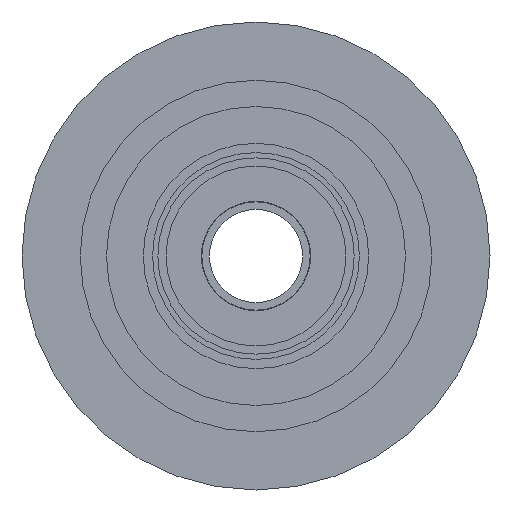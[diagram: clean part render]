
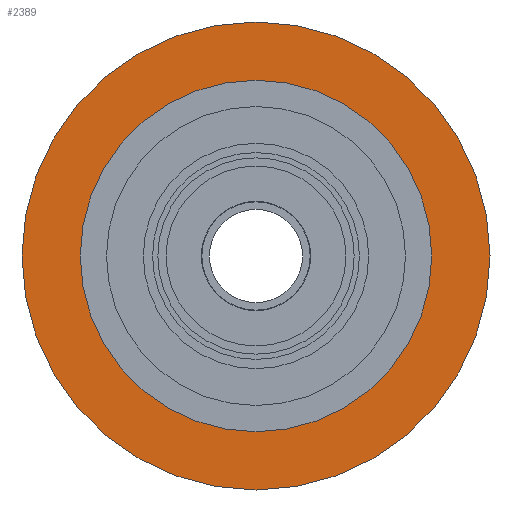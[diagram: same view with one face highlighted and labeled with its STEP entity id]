
A CAD part, front view. The second image highlights one B-rep face of the part: STEP entity #2389.
In plain terms, the highlighted planar face has unit normal (0, -1, 0).
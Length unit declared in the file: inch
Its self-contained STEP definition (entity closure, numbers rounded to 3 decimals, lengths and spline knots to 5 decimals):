
#94 = CARTESIAN_POINT ( 'NONE',  ( -1.08, -0.87271, 0. ) ) ;
#97 = PLANE ( 'NONE',  #1526 ) ;
#99 = DIRECTION ( 'NONE',  ( 0., -1., 0. ) ) ;
#100 = DIRECTION ( 'NONE',  ( 0., 0., -1. ) ) ;
#441 = CARTESIAN_POINT ( 'NONE',  ( 0., -0.87271, -1.08 ) ) ;
#442 = CARTESIAN_POINT ( 'NONE',  ( 0., -0.87271, 1.08 ) ) ;
#446 = CARTESIAN_POINT ( 'NONE',  ( 0., -0.87271, 0.811 ) ) ;
#458 = CARTESIAN_POINT ( 'NONE',  ( 0., -0.87271, -0.811 ) ) ;
#594 = AXIS2_PLACEMENT_3D ( 'NONE', #3103, #3102, #3101 ) ;
#630 = EDGE_CURVE ( 'NONE', #770, #760, #2724, .T. ) ;
#642 = EDGE_CURVE ( 'NONE', #781, #782, #2709, .T. ) ;
#645 = EDGE_CURVE ( 'NONE', #782, #781, #2704, .T. ) ;
#653 = EDGE_CURVE ( 'NONE', #760, #770, #2692, .T. ) ;
#760 = VERTEX_POINT ( 'NONE', #446 ) ;
#770 = VERTEX_POINT ( 'NONE', #458 ) ;
#781 = VERTEX_POINT ( 'NONE', #442 ) ;
#782 = VERTEX_POINT ( 'NONE', #441 ) ;
#807 = ORIENTED_EDGE ( 'NONE', *, *, #645, .F. ) ;
#827 = ORIENTED_EDGE ( 'NONE', *, *, #653, .T. ) ;
#864 = ORIENTED_EDGE ( 'NONE', *, *, #630, .T. ) ;
#894 = ORIENTED_EDGE ( 'NONE', *, *, #642, .F. ) ;
#903 = AXIS2_PLACEMENT_3D ( 'NONE', #3127, #3126, #3125 ) ;
#904 = AXIS2_PLACEMENT_3D ( 'NONE', #2900, #2899, #2893 ) ;
#910 = AXIS2_PLACEMENT_3D ( 'NONE', #2983, #2961, #2982 ) ;
#1429 = FACE_OUTER_BOUND ( 'NONE', #2760, .T. ) ;
#1439 = FACE_BOUND ( 'NONE', #2780, .T. ) ;
#1526 = AXIS2_PLACEMENT_3D ( 'NONE', #94, #99, #100 ) ;
#2389 = ADVANCED_FACE ( 'NONE', ( #1439, #1429 ), #97, .T. ) ;
#2692 = CIRCLE ( 'NONE', #594, 0.811 ) ;
#2704 = CIRCLE ( 'NONE', #903, 1.08 ) ;
#2709 = CIRCLE ( 'NONE', #904, 1.08 ) ;
#2724 = CIRCLE ( 'NONE', #910, 0.811 ) ;
#2760 = EDGE_LOOP ( 'NONE', ( #894, #807 ) ) ;
#2780 = EDGE_LOOP ( 'NONE', ( #827, #864 ) ) ;
#2893 = DIRECTION ( 'NONE',  ( 0., 0., 1. ) ) ;
#2899 = DIRECTION ( 'NONE',  ( 0., 1., 0. ) ) ;
#2900 = CARTESIAN_POINT ( 'NONE',  ( 0., -0.87271, 0. ) ) ;
#2961 = DIRECTION ( 'NONE',  ( 0., 1., 0. ) ) ;
#2982 = DIRECTION ( 'NONE',  ( 0., 0., 1. ) ) ;
#2983 = CARTESIAN_POINT ( 'NONE',  ( 0., -0.87271, 0. ) ) ;
#3101 = DIRECTION ( 'NONE',  ( 0., 0., 1. ) ) ;
#3102 = DIRECTION ( 'NONE',  ( 0., 1., 0. ) ) ;
#3103 = CARTESIAN_POINT ( 'NONE',  ( 0., -0.87271, 0. ) ) ;
#3125 = DIRECTION ( 'NONE',  ( 0., 0., 1. ) ) ;
#3126 = DIRECTION ( 'NONE',  ( 0., 1., 0. ) ) ;
#3127 = CARTESIAN_POINT ( 'NONE',  ( 0., -0.87271, 0. ) ) ;
